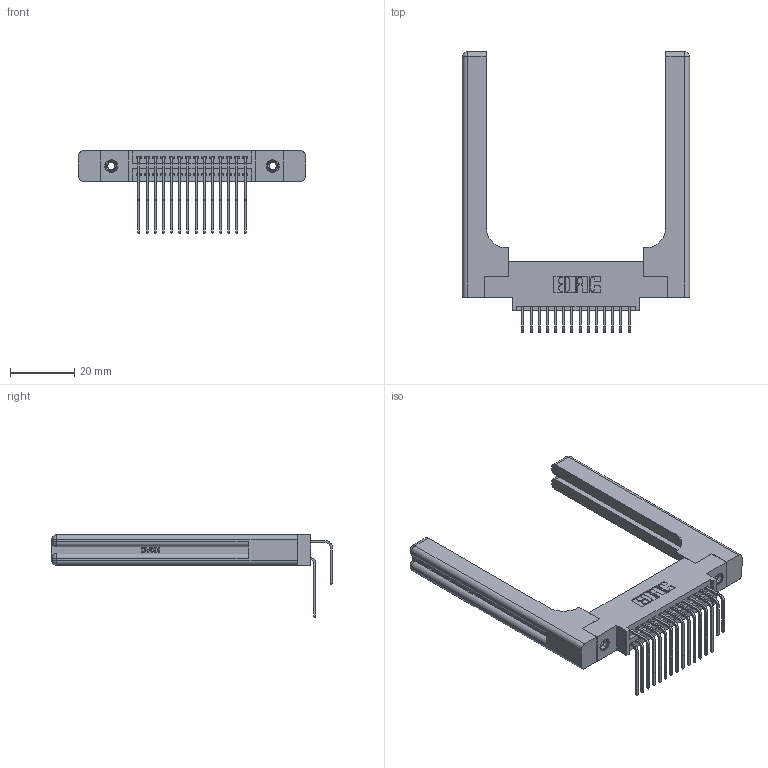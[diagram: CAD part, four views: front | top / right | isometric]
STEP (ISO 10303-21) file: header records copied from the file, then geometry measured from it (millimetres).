
FILE_DESCRIPTION (( 'STEP AP203' ), '1' );
FILE_NAME ('345-028-558-858.STEP', '2019-10-28T00:42:32', ( '' ), ( '' ), 'SwSTEP 2.0', 'SolidWorks 2016', '' );
FILE_SCHEMA (( 'CONFIG_CONTROL_DESIGN' ));
Length unit declared in the file: inch
Products named in the file (6): 345 Part_0.170 Offset - 0.156 Dia-TH; 345-292-001_558 559 Tail - 1; 345-292-001_558 Tail - 2; 345-220-058_345-220-058; 345-028-558-858; 345-250-001_345-250-001-102
Assembly tree (33 placements, depth 2):
  345-028-558-858
    345 Part_0.170 Offset - 0.156 Dia-TH
    345-292-001_558 559 Tail - 1  x14
    345-292-001_558 Tail - 2  x14
    345-250-001_345-250-001-102  x2
    345-220-058_345-220-058  x2
Bounding box: 70.59 x 87.11 x 25.53 mm (x, y, z)
Volume: 15120.2 mm3; surface area: 15242.1 mm2
Topology: 33 solids, 33 shells, 1842 faces, 5359 edges, 3514 vertices
Faces by surface type: plane 1212, cylinder 570, bspline 36, cone 12, sphere 8, torus 4
Entity records: 21720 total; most frequent: CARTESIAN_POINT 4708, ORIENTED_EDGE 3388, DIRECTION 3090, EDGE_CURVE 1694, VECTOR 1374, LINE 1374, VERTEX_POINT 1118, AXIS2_PLACEMENT_3D 858
